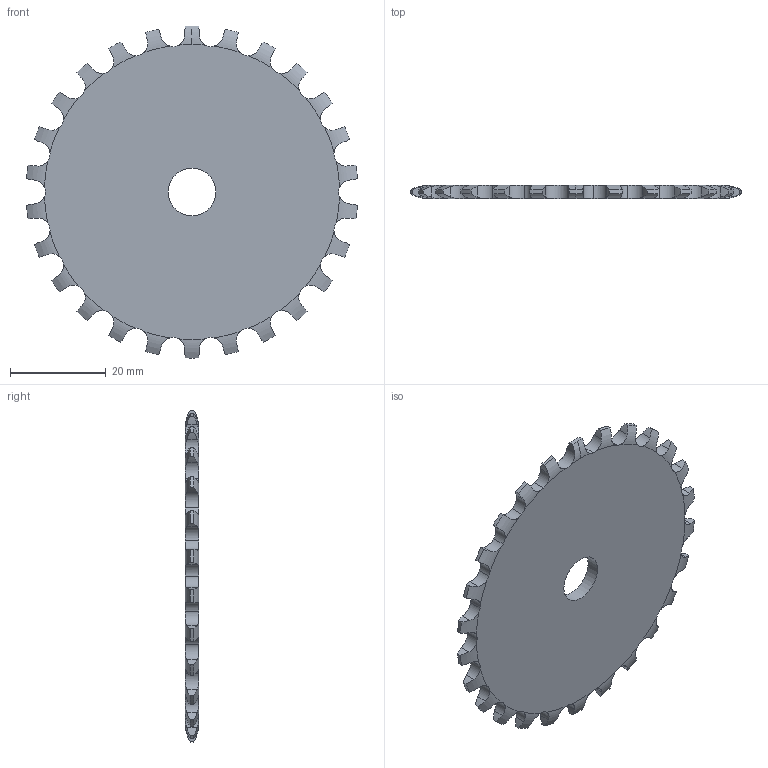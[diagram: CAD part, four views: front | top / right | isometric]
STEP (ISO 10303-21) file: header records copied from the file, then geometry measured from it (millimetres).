
FILE_DESCRIPTION(('FreeCAD Model'),'2;1');
FILE_NAME('Open CASCADE Shape Model','2022-01-16T09:25:46',('FreeCAD'),( 'FreeCAD'),'Open CASCADE STEP processor 7.4','FreeCAD','Unknown');
FILE_SCHEMA(('AUTOMOTIVE_DESIGN { 1 0 10303 214 1 1 1 1 }'));
Length unit declared in the file: millimetre
Products named in the file (1): Open CASCADE STEP translator 7.4 19
Bounding box: 69.28 x 2.8 x 69.5 mm (x, y, z)
Volume: 8904 mm3; surface area: 7325.5 mm2
Topology: 1 solids, 1 shells, 239 faces, 711 edges, 474 vertices
Faces by surface type: cylinder 131, plane 54, revolution 54
Full cylindrical faces by diameter (mm): 10 x1
Entity records: 24641 total; most frequent: CARTESIAN_POINT 11499, DIRECTION 2178, ORIENTED_EDGE 1422, PCURVE 1422, DEFINITIONAL_REPRESENTATION 1422, LINE 1133, VECTOR 1133, EDGE_CURVE 711
